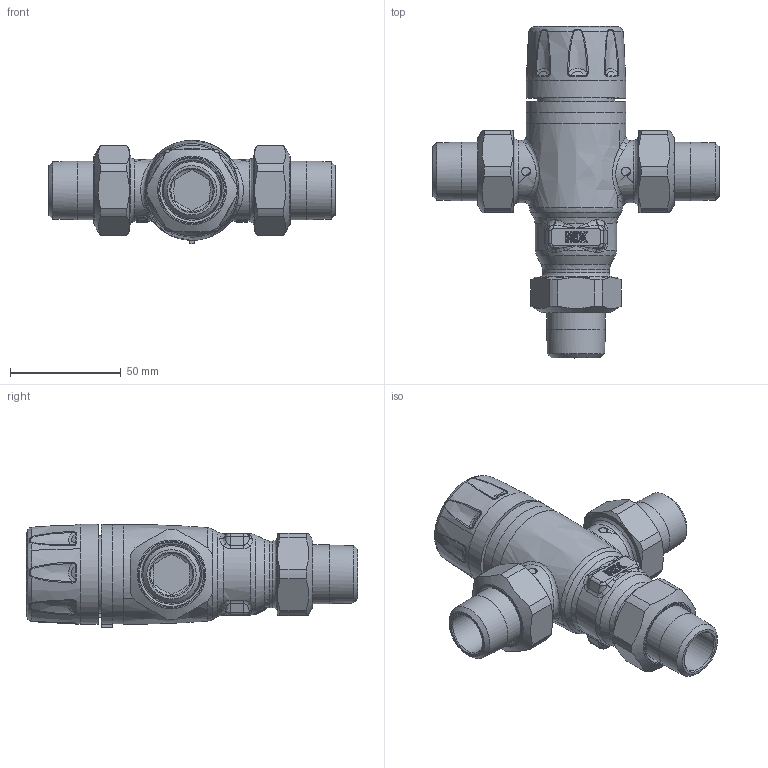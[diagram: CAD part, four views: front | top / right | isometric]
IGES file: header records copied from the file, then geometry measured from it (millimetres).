
Global section: file name: 521500A; native system: Autodesk Inventor 2024; preprocessor: unknown; author: Mike; date: 20250609.165954; units: inch
Bounding box: 129 x 149.55 x 46.48 mm (x, y, z)
Volume: 232756.7 mm3; surface area: 50668.8 mm2
Topology: 7 solids, 7 shells, 1306 faces, 3089 edges, 1724 vertices
Faces by surface type: bspline 1306
